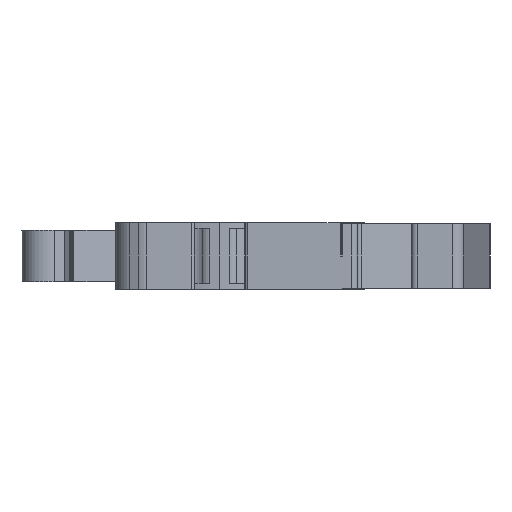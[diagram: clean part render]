
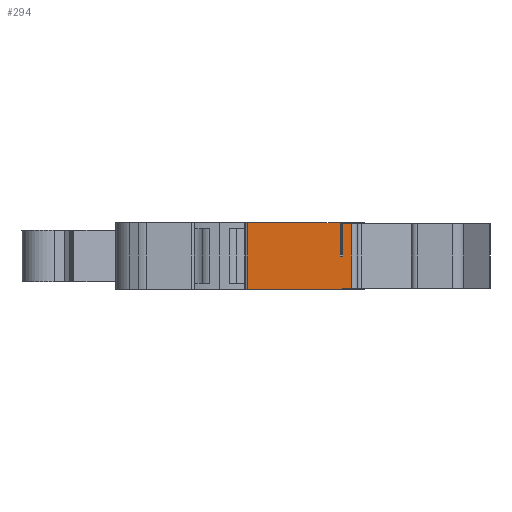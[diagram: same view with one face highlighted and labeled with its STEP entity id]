
A CAD part, left-side view. The second image highlights one B-rep face of the part: STEP entity #294.
In plain terms, the highlighted planar face has unit normal (-1, 0, 0).
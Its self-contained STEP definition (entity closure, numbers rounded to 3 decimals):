
#294 = ADVANCED_FACE ( 'NONE', ( #17042 ), #17035, .T. ) ;
#413 = EDGE_CURVE ( 'NONE', #15916, #15945, #4807, .T. ) ;
#415 = EDGE_CURVE ( 'NONE', #16617, #15916, #9044, .T. ) ;
#431 = EDGE_CURVE ( 'NONE', #15890, #15954, #8992, .T. ) ;
#432 = EDGE_CURVE ( 'NONE', #15945, #15890, #9003, .T. ) ;
#448 = EDGE_CURVE ( 'NONE', #15954, #16498, #9022, .T. ) ;
#451 = EDGE_CURVE ( 'NONE', #15940, #16483, #12021, .T. ) ;
#453 = EDGE_CURVE ( 'NONE', #15940, #16411, #9015, .T. ) ;
#1995 = CARTESIAN_POINT ( 'NONE',  ( 28.762, -100.21, -0.05 ) ) ;
#2059 = CARTESIAN_POINT ( 'NONE',  ( 28.762, -100.21, 5.85 ) ) ;
#2080 = CARTESIAN_POINT ( 'NONE',  ( 28.762, -109.418, 0.05 ) ) ;
#2107 = CARTESIAN_POINT ( 'NONE',  ( 28.762, -108.677, 0.05 ) ) ;
#2184 = CARTESIAN_POINT ( 'NONE',  ( 28.762, -109.418, 5.75 ) ) ;
#3796 = ORIENTED_EDGE ( 'NONE', *, *, #11058, .F. ) ;
#3801 = ORIENTED_EDGE ( 'NONE', *, *, #432, .T. ) ;
#3812 = ORIENTED_EDGE ( 'NONE', *, *, #413, .T. ) ;
#3816 = ORIENTED_EDGE ( 'NONE', *, *, #11265, .F. ) ;
#3823 = ORIENTED_EDGE ( 'NONE', *, *, #453, .F. ) ;
#3843 = ORIENTED_EDGE ( 'NONE', *, *, #451, .T. ) ;
#3844 = ORIENTED_EDGE ( 'NONE', *, *, #448, .T. ) ;
#3883 = ORIENTED_EDGE ( 'NONE', *, *, #431, .T. ) ;
#3887 = ORIENTED_EDGE ( 'NONE', *, *, #415, .T. ) ;
#3894 = ORIENTED_EDGE ( 'NONE', *, *, #11131, .T. ) ;
#4727 = DIRECTION ( 'NONE',  ( 0., 0., -1. ) ) ;
#4807 = LINE ( 'NONE', #4815, #7770 ) ;
#4815 = CARTESIAN_POINT ( 'NONE',  ( 28.762, -108.618, 2.9 ) ) ;
#5138 = CARTESIAN_POINT ( 'NONE',  ( 28.762, -108.393, 2.9 ) ) ;
#5141 = CARTESIAN_POINT ( 'NONE',  ( 28.762, -108.618, 5.75 ) ) ;
#5218 = CARTESIAN_POINT ( 'NONE',  ( 28.762, -108.536, -0.05 ) ) ;
#5219 = CARTESIAN_POINT ( 'NONE',  ( 28.762, -108.618, 2.9 ) ) ;
#5233 = CARTESIAN_POINT ( 'NONE',  ( 28.762, -108.393, 5.85 ) ) ;
#5428 = VECTOR ( 'NONE', #19519, 1000. ) ;
#7742 = VECTOR ( 'NONE', #8982, 1000. ) ;
#7770 = VECTOR ( 'NONE', #4727, 1000. ) ;
#7796 = VECTOR ( 'NONE', #9062, 1000. ) ;
#7825 = VECTOR ( 'NONE', #8993, 1000. ) ;
#8965 = CARTESIAN_POINT ( 'NONE',  ( 28.762, -180.292, 2.9 ) ) ;
#8982 = DIRECTION ( 'NONE',  ( 0., 1., 0. ) ) ;
#8992 = LINE ( 'NONE', #8999, #7825 ) ;
#8993 = DIRECTION ( 'NONE',  ( 0., 0., 1. ) ) ;
#8999 = CARTESIAN_POINT ( 'NONE',  ( 28.762, -108.393, 5.8 ) ) ;
#9003 = LINE ( 'NONE', #8965, #7742 ) ;
#9013 = DIRECTION ( 'NONE',  ( 0., 1., 0. ) ) ;
#9015 = LINE ( 'NONE', #9016, #12012 ) ;
#9016 = CARTESIAN_POINT ( 'NONE',  ( 28.762, -180.292, -0.05 ) ) ;
#9021 = DIRECTION ( 'NONE',  ( 0., -1., 0. ) ) ;
#9022 = LINE ( 'NONE', #9027, #12022 ) ;
#9027 = CARTESIAN_POINT ( 'NONE',  ( 28.762, -180.292, 5.85 ) ) ;
#9028 = CARTESIAN_POINT ( 'NONE',  ( 28.762, -108.677, -0.1 ) ) ;
#9032 = DIRECTION ( 'NONE',  ( 1., 0., 0. ) ) ;
#9034 = DIRECTION ( 'NONE',  ( 0., 1., 0. ) ) ;
#9044 = LINE ( 'NONE', #9049, #7796 ) ;
#9049 = CARTESIAN_POINT ( 'NONE',  ( 28.762, -108.622, 5.75 ) ) ;
#9062 = DIRECTION ( 'NONE',  ( 0., 1., 0. ) ) ;
#10217 = VECTOR ( 'NONE', #19118, 1000. ) ;
#11058 = EDGE_CURVE ( 'NONE', #16411, #16498, #19503, .T. ) ;
#11131 = EDGE_CURVE ( 'NONE', #16483, #16507, #19716, .T. ) ;
#11265 = EDGE_CURVE ( 'NONE', #16617, #16507, #19113, .T. ) ;
#12012 = VECTOR ( 'NONE', #9034, 1000. ) ;
#12021 = CIRCLE ( 'NONE', #12027, 0.15 ) ;
#12022 = VECTOR ( 'NONE', #9013, 1000. ) ;
#12027 = AXIS2_PLACEMENT_3D ( 'NONE', #9028, #9032, #9021 ) ;
#12220 = AXIS2_PLACEMENT_3D ( 'NONE', #17059, #17036, #17044 ) ;
#15890 = VERTEX_POINT ( 'NONE', #5138 ) ;
#15916 = VERTEX_POINT ( 'NONE', #5141 ) ;
#15940 = VERTEX_POINT ( 'NONE', #5218 ) ;
#15945 = VERTEX_POINT ( 'NONE', #5219 ) ;
#15954 = VERTEX_POINT ( 'NONE', #5233 ) ;
#16411 = VERTEX_POINT ( 'NONE', #1995 ) ;
#16483 = VERTEX_POINT ( 'NONE', #2107 ) ;
#16498 = VERTEX_POINT ( 'NONE', #2059 ) ;
#16507 = VERTEX_POINT ( 'NONE', #2080 ) ;
#16617 = VERTEX_POINT ( 'NONE', #2184 ) ;
#16720 = VECTOR ( 'NONE', #19731, 1000. ) ;
#17035 = PLANE ( 'NONE',  #12220 ) ;
#17036 = DIRECTION ( 'NONE',  ( -1., 0., 0. ) ) ;
#17042 = FACE_OUTER_BOUND ( 'NONE', #17279, .T. ) ;
#17044 = DIRECTION ( 'NONE',  ( 0., -1., 0. ) ) ;
#17059 = CARTESIAN_POINT ( 'NONE',  ( 28.762, -180.292, 0. ) ) ;
#17279 = EDGE_LOOP ( 'NONE', ( #3823, #3843, #3894, #3816, #3887, #3812, #3801, #3883, #3844, #3796 ) ) ;
#19113 = LINE ( 'NONE', #19131, #10217 ) ;
#19118 = DIRECTION ( 'NONE',  ( 0., 0., -1. ) ) ;
#19131 = CARTESIAN_POINT ( 'NONE',  ( 28.762, -109.418, 5.8 ) ) ;
#19500 = CARTESIAN_POINT ( 'NONE',  ( 28.762, -100.21, 0. ) ) ;
#19503 = LINE ( 'NONE', #19500, #5428 ) ;
#19519 = DIRECTION ( 'NONE',  ( 0., 0., 1. ) ) ;
#19716 = LINE ( 'NONE', #19717, #16720 ) ;
#19717 = CARTESIAN_POINT ( 'NONE',  ( 28.762, -180.292, 0.05 ) ) ;
#19731 = DIRECTION ( 'NONE',  ( 0., -1., 0. ) ) ;
